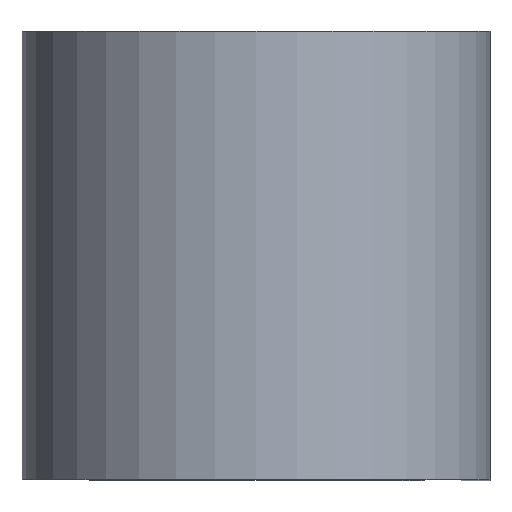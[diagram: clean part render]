
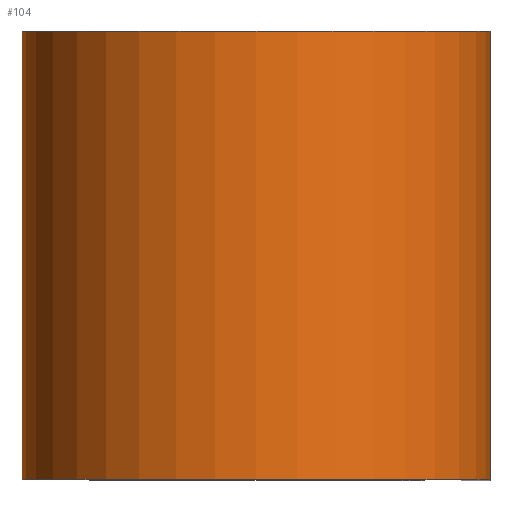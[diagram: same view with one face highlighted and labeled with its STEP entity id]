
A CAD part, top view. The second image highlights one B-rep face of the part: STEP entity #104.
In plain terms, the highlighted cylindrical face has radius 9.944 mm (diameter 19.888 mm), a partial arc.
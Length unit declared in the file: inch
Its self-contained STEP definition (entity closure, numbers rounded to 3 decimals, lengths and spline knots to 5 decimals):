
#6 = DIRECTION ( 'NONE',  ( 0., -1., 0. ) ) ;
#18 = VERTEX_POINT ( 'NONE', #229 ) ;
#22 = CARTESIAN_POINT ( 'NONE',  ( 0., 0.375, -0.3915 ) ) ;
#26 = ORIENTED_EDGE ( 'NONE', *, *, #378, .T. ) ;
#31 = ORIENTED_EDGE ( 'NONE', *, *, #200, .F. ) ;
#42 = EDGE_CURVE ( 'NONE', #520, #62, #143, .T. ) ;
#55 = DIRECTION ( 'NONE',  ( 0., -1., 0. ) ) ;
#62 = VERTEX_POINT ( 'NONE', #75 ) ;
#75 = CARTESIAN_POINT ( 'NONE',  ( 0., -0.375, -0.3915 ) ) ;
#79 = EDGE_CURVE ( 'NONE', #520, #18, #349, .T. ) ;
#98 = EDGE_LOOP ( 'NONE', ( #26, #31, #185, #333 ) ) ;
#104 = ADVANCED_FACE ( 'NONE', ( #338 ), #444, .T. ) ;
#108 = CARTESIAN_POINT ( 'NONE',  ( 0., 0.375, 0. ) ) ;
#114 = DIRECTION ( 'NONE',  ( 0., 1., 0. ) ) ;
#122 = DIRECTION ( 'NONE',  ( 1., 0., 0. ) ) ;
#141 = AXIS2_PLACEMENT_3D ( 'NONE', #566, #303, #635 ) ;
#143 = LINE ( 'NONE', #213, #631 ) ;
#166 = CARTESIAN_POINT ( 'NONE',  ( 0.3915, -0.375, 0. ) ) ;
#185 = ORIENTED_EDGE ( 'NONE', *, *, #79, .F. ) ;
#200 = EDGE_CURVE ( 'NONE', #18, #201, #354, .T. ) ;
#201 = VERTEX_POINT ( 'NONE', #166 ) ;
#213 = CARTESIAN_POINT ( 'NONE',  ( 0., 0.375, -0.3915 ) ) ;
#219 = CARTESIAN_POINT ( 'NONE',  ( 0., 0.375, 0. ) ) ;
#229 = CARTESIAN_POINT ( 'NONE',  ( 0.3915, 0.375, 0. ) ) ;
#279 = DIRECTION ( 'NONE',  ( 0., 0., -1. ) ) ;
#303 = DIRECTION ( 'NONE',  ( 0., 1., 0. ) ) ;
#322 = DIRECTION ( 'NONE',  ( 0., -1., 0. ) ) ;
#330 = CARTESIAN_POINT ( 'NONE',  ( 0.3915, 0.375, 0. ) ) ;
#333 = ORIENTED_EDGE ( 'NONE', *, *, #42, .T. ) ;
#338 = FACE_OUTER_BOUND ( 'NONE', #98, .T. ) ;
#349 = CIRCLE ( 'NONE', #569, 0.3915 ) ;
#354 = LINE ( 'NONE', #330, #611 ) ;
#378 = EDGE_CURVE ( 'NONE', #62, #201, #404, .T. ) ;
#404 = CIRCLE ( 'NONE', #141, 0.3915 ) ;
#444 = CYLINDRICAL_SURFACE ( 'NONE', #628, 0.3915 ) ;
#520 = VERTEX_POINT ( 'NONE', #22 ) ;
#566 = CARTESIAN_POINT ( 'NONE',  ( 0., -0.375, 0. ) ) ;
#569 = AXIS2_PLACEMENT_3D ( 'NONE', #108, #114, #122 ) ;
#611 = VECTOR ( 'NONE', #6, 39.37008 ) ;
#628 = AXIS2_PLACEMENT_3D ( 'NONE', #219, #322, #279 ) ;
#631 = VECTOR ( 'NONE', #55, 39.37008 ) ;
#635 = DIRECTION ( 'NONE',  ( 1., 0., 0. ) ) ;
